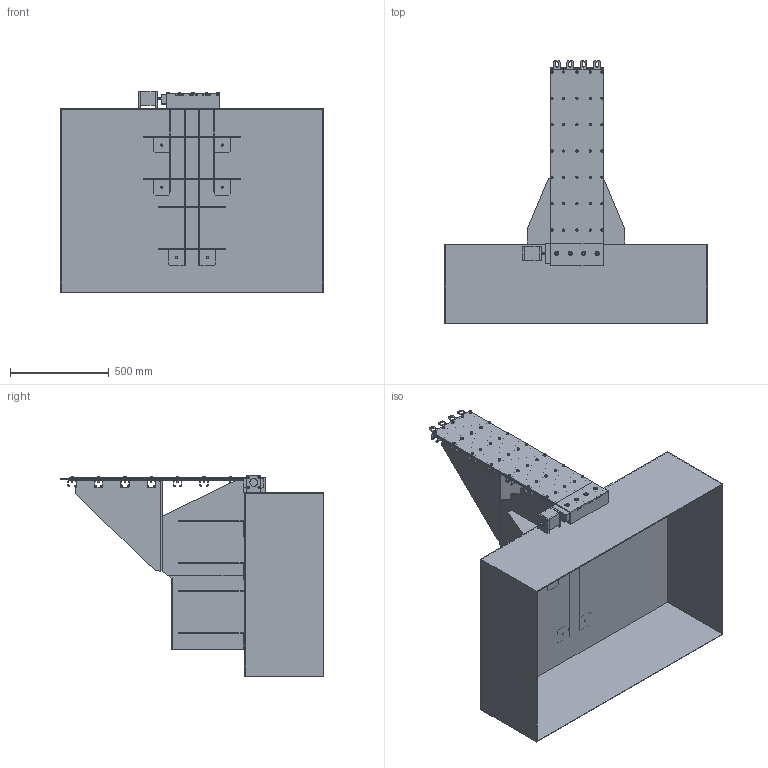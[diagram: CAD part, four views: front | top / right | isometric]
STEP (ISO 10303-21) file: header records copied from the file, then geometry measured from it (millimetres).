
FILE_DESCRIPTION(('FreeCAD Model'),'2;1');
FILE_NAME('Open CASCADE Shape Model','2025-05-08T08:21:17',('FreeCAD'),( 'FreeCAD'),'Open CASCADE STEP processor 7.6','FreeCAD','Unknown');
FILE_SCHEMA(('AUTOMOTIVE_DESIGN { 1 0 10303 214 1 1 1 1 }'));
Products named in the file (1): Open CASCADE STEP translator 7.6 1
Bounding box: 1335.14 x 1330.47 x 1022.05 mm (x, y, z)
Volume: 27883533.3 mm3; surface area: 11986680.6 mm2
Topology: 117 solids, 117 shells, 2677 faces, 6495 edges, 4131 vertices
Faces by surface type: bspline 2677
Entity records: 98178 total; most frequent: CARTESIAN_POINT 59003, ORIENTED_EDGE 12918, EDGE_CURVE 6459, B_SPLINE_CURVE_WITH_KNOTS 4311, VERTEX_POINT 4131, FACE_BOUND 3388, EDGE_LOOP 3388, ADVANCED_FACE 2677
